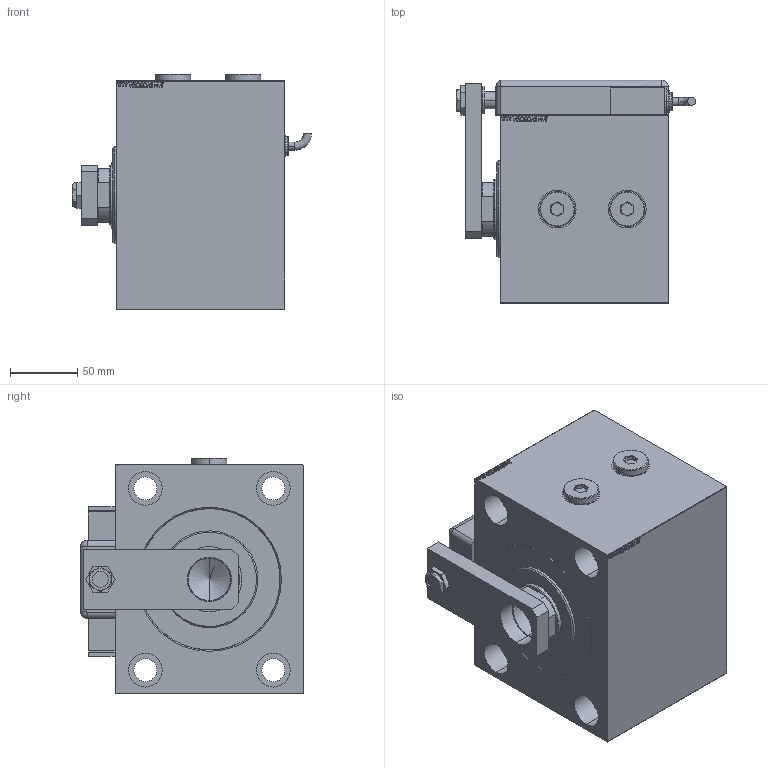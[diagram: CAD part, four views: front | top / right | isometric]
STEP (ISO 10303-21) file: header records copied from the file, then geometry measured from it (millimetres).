
FILE_DESCRIPTION (( 'STEP AP203' ), '1' );
FILE_NAME ('64e0.STEP', '2024-04-25T10:36:42', ( '' ), ( '' ), 'SwSTEP 2.0', 'SolidWorks 2019', '' );
FILE_SCHEMA (( 'CONFIG_CONTROL_DESIGN' ));
Length unit declared in the file: millimetre
Products named in the file (14): Zatka_OIL_PORT 28c1b6bbaa4963d62e9136912d62ed25; V450CM_C_Body 28c1b6bbaa4963d62e9136912d62ed25; NUT_D19 28c1b6bbaa4963d62e9136912d62ed25; SWITCH Q 28c1b6bbaa4963d62e9136912d62ed25; NUT_D13 28c1b6bbaa4963d62e9136912d62ed25; V450CM_VC_B 28c1b6bbaa4963d62e9136912d62ed25; ZARAZKA_Q 28c1b6bbaa4963d62e9136912d62ed25; V450CM_C_VCP 28c1b6bbaa4963d62e9136912d62ed25; KRYT 28c1b6bbaa4963d62e9136912d62ed25; SWITCH DIM A_G 28c1b6bbaa4963d62e9136912d62ed25; 64e0; SWITCH_Q_FRONT_BACK 28c1b6bbaa4963d62e9136912d62ed25; TYC 28c1b6bbaa4963d62e9136912d62ed25; MAGNETIC SWITCH Q 28c1b6bbaa4963d62e9136912d62ed25
Assembly tree (15 placements, depth 3):
  64e0
    V450CM_C_Body 28c1b6bbaa4963d62e9136912d62ed25
    V450CM_C_VCP 28c1b6bbaa4963d62e9136912d62ed25
    V450CM_VC_B 28c1b6bbaa4963d62e9136912d62ed25
    MAGNETIC SWITCH Q 28c1b6bbaa4963d62e9136912d62ed25
      SWITCH_Q_FRONT_BACK 28c1b6bbaa4963d62e9136912d62ed25
      TYC 28c1b6bbaa4963d62e9136912d62ed25
      ZARAZKA_Q 28c1b6bbaa4963d62e9136912d62ed25
      SWITCH DIM A_G 28c1b6bbaa4963d62e9136912d62ed25
      NUT_D19 28c1b6bbaa4963d62e9136912d62ed25
      NUT_D13 28c1b6bbaa4963d62e9136912d62ed25
      KRYT 28c1b6bbaa4963d62e9136912d62ed25
      SWITCH Q 28c1b6bbaa4963d62e9136912d62ed25  x2
    Zatka_OIL_PORT 28c1b6bbaa4963d62e9136912d62ed25  x2
Bounding box: 177.66 x 165.8 x 174.9 mm (x, y, z)
Volume: 2923322.1 mm3; surface area: 306197.5 mm2
Topology: 15 solids, 15 shells, 1301 faces, 3278 edges, 2159 vertices
Faces by surface type: plane 649, bspline 471, cylinder 131, cone 26, torus 22, sphere 2
Entity records: 60902 total; most frequent: CARTESIAN_POINT 32375, ORIENTED_EDGE 6280, DIRECTION 4052, EDGE_CURVE 3140, VERTEX_POINT 2075, VECTOR 1872, LINE 1872, EDGE_LOOP 1423
